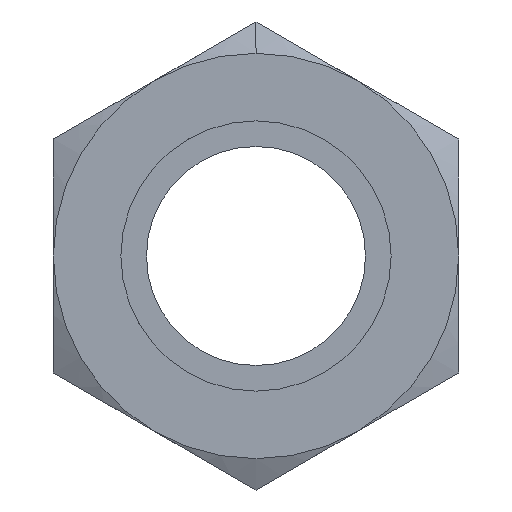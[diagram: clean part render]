
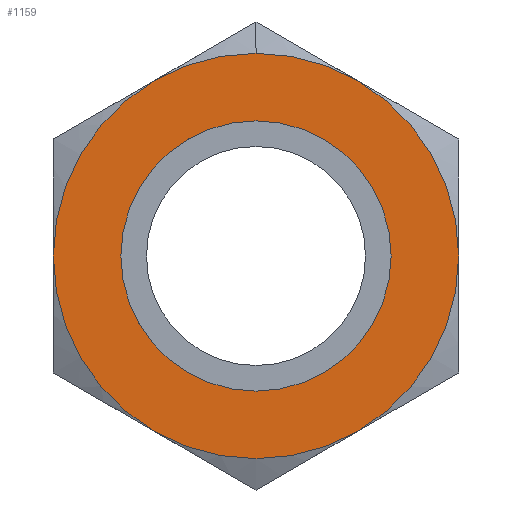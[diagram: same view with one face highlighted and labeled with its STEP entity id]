
A CAD part, front view. The second image highlights one B-rep face of the part: STEP entity #1159.
In plain terms, the highlighted planar face has unit normal (0, -1, 0).
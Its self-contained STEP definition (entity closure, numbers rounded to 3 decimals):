
#20 = DIRECTION ( 'NONE',  ( 0., -1., 0. ) ) ;
#22 = DIRECTION ( 'NONE',  ( 0., 0., -1. ) ) ;
#26 = VERTEX_POINT ( 'NONE', #615 ) ;
#68 = CIRCLE ( 'NONE', #836, 12. ) ;
#79 = AXIS2_PLACEMENT_3D ( 'NONE', #749, #212, #844 ) ;
#87 = VERTEX_POINT ( 'NONE', #190 ) ;
#132 = DIRECTION ( 'NONE',  ( 0., 0., -1. ) ) ;
#161 = CARTESIAN_POINT ( 'NONE',  ( 0., 0., 0. ) ) ;
#172 = ORIENTED_EDGE ( 'NONE', *, *, #902, .F. ) ;
#190 = CARTESIAN_POINT ( 'NONE',  ( 6., 0., -10.392 ) ) ;
#195 = CARTESIAN_POINT ( 'NONE',  ( 0., 0., 12. ) ) ;
#211 = EDGE_CURVE ( 'NONE', #982, #26, #435, .T. ) ;
#212 = DIRECTION ( 'NONE',  ( 0., -1., 0. ) ) ;
#213 = CIRCLE ( 'NONE', #1171, 12. ) ;
#218 = DIRECTION ( 'NONE',  ( 0., -1., 0. ) ) ;
#246 = CIRCLE ( 'NONE', #420, 12. ) ;
#268 = FACE_OUTER_BOUND ( 'NONE', #804, .T. ) ;
#272 = AXIS2_PLACEMENT_3D ( 'NONE', #1127, #550, #22 ) ;
#288 = CARTESIAN_POINT ( 'NONE',  ( 0., 0., 0. ) ) ;
#310 = VERTEX_POINT ( 'NONE', #831 ) ;
#361 = ORIENTED_EDGE ( 'NONE', *, *, #622, .T. ) ;
#371 = DIRECTION ( 'NONE',  ( 0., -1., 0. ) ) ;
#374 = AXIS2_PLACEMENT_3D ( 'NONE', #906, #371, #1012 ) ;
#380 = DIRECTION ( 'NONE',  ( 0., 0., -1. ) ) ;
#403 = CIRCLE ( 'NONE', #481, 8. ) ;
#409 = ORIENTED_EDGE ( 'NONE', *, *, #211, .T. ) ;
#420 = AXIS2_PLACEMENT_3D ( 'NONE', #288, #921, #380 ) ;
#435 = CIRCLE ( 'NONE', #1070, 12. ) ;
#462 = VERTEX_POINT ( 'NONE', #1095 ) ;
#463 = EDGE_CURVE ( 'NONE', #613, #982, #68, .T. ) ;
#466 = FACE_BOUND ( 'NONE', #604, .T. ) ;
#481 = AXIS2_PLACEMENT_3D ( 'NONE', #756, #218, #851 ) ;
#488 = CARTESIAN_POINT ( 'NONE',  ( 0., 0., 0. ) ) ;
#530 = DIRECTION ( 'NONE',  ( 0., -1., 0. ) ) ;
#537 = EDGE_CURVE ( 'NONE', #1058, #613, #213, .T. ) ;
#538 = CIRCLE ( 'NONE', #878, 12. ) ;
#545 = CARTESIAN_POINT ( 'NONE',  ( 0., 0., 0. ) ) ;
#550 = DIRECTION ( 'NONE',  ( 0., -1., 0. ) ) ;
#566 = ORIENTED_EDGE ( 'NONE', *, *, #1010, .T. ) ;
#581 = DIRECTION ( 'NONE',  ( 0., 0., -1. ) ) ;
#604 = EDGE_LOOP ( 'NONE', ( #172, #883 ) ) ;
#613 = VERTEX_POINT ( 'NONE', #195 ) ;
#614 = ORIENTED_EDGE ( 'NONE', *, *, #1190, .T. ) ;
#615 = CARTESIAN_POINT ( 'NONE',  ( -12., 0., 0. ) ) ;
#622 = EDGE_CURVE ( 'NONE', #87, #462, #876, .T. ) ;
#633 = DIRECTION ( 'NONE',  ( 0., 0., -1. ) ) ;
#690 = EDGE_CURVE ( 'NONE', #462, #1058, #538, .T. ) ;
#749 = CARTESIAN_POINT ( 'NONE',  ( 0., 0., 0. ) ) ;
#756 = CARTESIAN_POINT ( 'NONE',  ( 0., 0., 0. ) ) ;
#775 = CIRCLE ( 'NONE', #79, 8. ) ;
#784 = DIRECTION ( 'NONE',  ( 0., -1., 0. ) ) ;
#789 = DIRECTION ( 'NONE',  ( 0., 0., -1. ) ) ;
#804 = EDGE_LOOP ( 'NONE', ( #566, #614, #361, #821, #1045, #1067, #409 ) ) ;
#814 = PLANE ( 'NONE',  #374 ) ;
#821 = ORIENTED_EDGE ( 'NONE', *, *, #690, .T. ) ;
#831 = CARTESIAN_POINT ( 'NONE',  ( -6., 0., -10.392 ) ) ;
#836 = AXIS2_PLACEMENT_3D ( 'NONE', #945, #1144, #132 ) ;
#844 = DIRECTION ( 'NONE',  ( 0., 0., -1. ) ) ;
#851 = DIRECTION ( 'NONE',  ( 0., 0., -1. ) ) ;
#870 = CARTESIAN_POINT ( 'NONE',  ( -6., 0., 10.392 ) ) ;
#876 = CIRCLE ( 'NONE', #272, 12. ) ;
#878 = AXIS2_PLACEMENT_3D ( 'NONE', #488, #1160, #581 ) ;
#883 = ORIENTED_EDGE ( 'NONE', *, *, #1103, .F. ) ;
#892 = VERTEX_POINT ( 'NONE', #1047 ) ;
#902 = EDGE_CURVE ( 'NONE', #1063, #892, #403, .T. ) ;
#906 = CARTESIAN_POINT ( 'NONE',  ( 12., 0., -6.928 ) ) ;
#921 = DIRECTION ( 'NONE',  ( 0., -1., 0. ) ) ;
#945 = CARTESIAN_POINT ( 'NONE',  ( 0., 0., 0. ) ) ;
#951 = CARTESIAN_POINT ( 'NONE',  ( 0., 0., 0. ) ) ;
#982 = VERTEX_POINT ( 'NONE', #870 ) ;
#1010 = EDGE_CURVE ( 'NONE', #26, #310, #1096, .T. ) ;
#1012 = DIRECTION ( 'NONE',  ( 0., 0., -1. ) ) ;
#1024 = CARTESIAN_POINT ( 'NONE',  ( 0., 0., -8. ) ) ;
#1045 = ORIENTED_EDGE ( 'NONE', *, *, #537, .T. ) ;
#1047 = CARTESIAN_POINT ( 'NONE',  ( 0., 0., 8. ) ) ;
#1058 = VERTEX_POINT ( 'NONE', #1129 ) ;
#1063 = VERTEX_POINT ( 'NONE', #1024 ) ;
#1067 = ORIENTED_EDGE ( 'NONE', *, *, #463, .T. ) ;
#1070 = AXIS2_PLACEMENT_3D ( 'NONE', #161, #784, #789 ) ;
#1095 = CARTESIAN_POINT ( 'NONE',  ( 12., 0., 0. ) ) ;
#1096 = CIRCLE ( 'NONE', #1124, 12. ) ;
#1103 = EDGE_CURVE ( 'NONE', #892, #1063, #775, .T. ) ;
#1124 = AXIS2_PLACEMENT_3D ( 'NONE', #545, #20, #633 ) ;
#1127 = CARTESIAN_POINT ( 'NONE',  ( 0., 0., 0. ) ) ;
#1129 = CARTESIAN_POINT ( 'NONE',  ( 6., 0., 10.392 ) ) ;
#1144 = DIRECTION ( 'NONE',  ( 0., -1., 0. ) ) ;
#1159 = ADVANCED_FACE ( 'NONE', ( #268, #466 ), #814, .T. ) ;
#1160 = DIRECTION ( 'NONE',  ( 0., -1., 0. ) ) ;
#1171 = AXIS2_PLACEMENT_3D ( 'NONE', #951, #530, #1193 ) ;
#1190 = EDGE_CURVE ( 'NONE', #310, #87, #246, .T. ) ;
#1193 = DIRECTION ( 'NONE',  ( 0., 0., -1. ) ) ;
